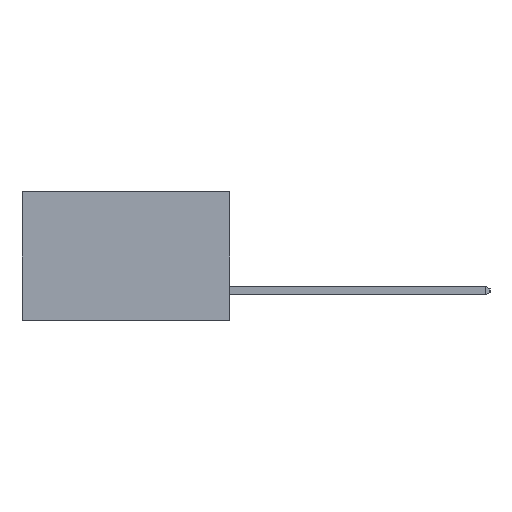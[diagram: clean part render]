
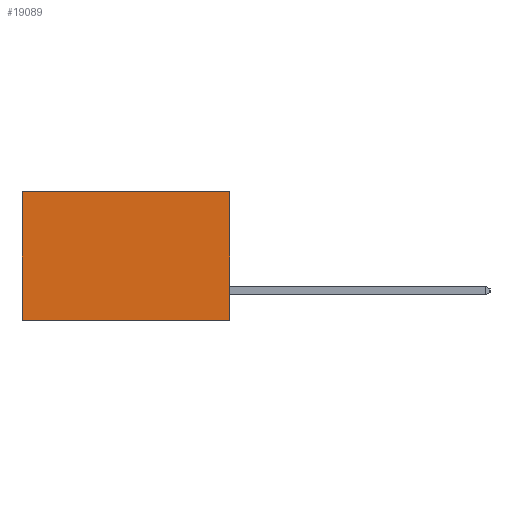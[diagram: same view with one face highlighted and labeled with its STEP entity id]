
A CAD part, left-side view. The second image highlights one B-rep face of the part: STEP entity #19089.
In plain terms, the highlighted planar face has unit normal (-1, 0, 0).
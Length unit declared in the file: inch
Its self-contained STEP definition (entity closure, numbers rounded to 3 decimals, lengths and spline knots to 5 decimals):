
#134 = ORIENTED_EDGE ( 'NONE', *, *, #20434, .F. ) ;
#1236 = CARTESIAN_POINT ( 'NONE',  ( 0.2615, 0.6, -0.37 ) ) ;
#1291 = VECTOR ( 'NONE', #13709, 39.37008 ) ;
#1316 = VECTOR ( 'NONE', #12538, 39.37008 ) ;
#1498 = DIRECTION ( 'NONE',  ( 0., 0., -1. ) ) ;
#2479 = LINE ( 'NONE', #1236, #22449 ) ;
#3851 = EDGE_CURVE ( 'NONE', #11062, #5649, #2479, .T. ) ;
#3921 = CARTESIAN_POINT ( 'NONE',  ( 0.2615, 0., -0.37 ) ) ;
#3984 = VECTOR ( 'NONE', #22511, 39.37008 ) ;
#4849 = EDGE_CURVE ( 'NONE', #8252, #17636, #19478, .T. ) ;
#5649 = VERTEX_POINT ( 'NONE', #14610 ) ;
#5896 = LINE ( 'NONE', #13718, #1291 ) ;
#6133 = ORIENTED_EDGE ( 'NONE', *, *, #4849, .F. ) ;
#6229 = DIRECTION ( 'NONE',  ( 0., 0., -1. ) ) ;
#8252 = VERTEX_POINT ( 'NONE', #16975 ) ;
#9030 = EDGE_LOOP ( 'NONE', ( #19209, #134, #6133, #14954 ) ) ;
#10371 = FACE_OUTER_BOUND ( 'NONE', #9030, .T. ) ;
#10586 = CARTESIAN_POINT ( 'NONE',  ( 0.2615, 0., -0.37 ) ) ;
#11062 = VERTEX_POINT ( 'NONE', #19450 ) ;
#11825 = LINE ( 'NONE', #10586, #1316 ) ;
#12538 = DIRECTION ( 'NONE',  ( 0., 1., 0. ) ) ;
#13709 = DIRECTION ( 'NONE',  ( 0., 1., 0. ) ) ;
#13718 = CARTESIAN_POINT ( 'NONE',  ( 0.2615, 0., 0. ) ) ;
#14045 = PLANE ( 'NONE',  #20219 ) ;
#14610 = CARTESIAN_POINT ( 'NONE',  ( 0.2615, 0.6, -0.37 ) ) ;
#14954 = ORIENTED_EDGE ( 'NONE', *, *, #16073, .T. ) ;
#15996 = CARTESIAN_POINT ( 'NONE',  ( 0.2615, 0., -0.37 ) ) ;
#16073 = EDGE_CURVE ( 'NONE', #8252, #11062, #5896, .T. ) ;
#16975 = CARTESIAN_POINT ( 'NONE',  ( 0.2615, 0., 0. ) ) ;
#17636 = VERTEX_POINT ( 'NONE', #3921 ) ;
#17918 = DIRECTION ( 'NONE',  ( 1., 0., 0. ) ) ;
#19089 = ADVANCED_FACE ( 'NONE', ( #10371 ), #14045, .F. ) ;
#19209 = ORIENTED_EDGE ( 'NONE', *, *, #3851, .T. ) ;
#19450 = CARTESIAN_POINT ( 'NONE',  ( 0.2615, 0.6, 0. ) ) ;
#19478 = LINE ( 'NONE', #22585, #3984 ) ;
#20219 = AXIS2_PLACEMENT_3D ( 'NONE', #15996, #17918, #6229 ) ;
#20434 = EDGE_CURVE ( 'NONE', #17636, #5649, #11825, .T. ) ;
#22449 = VECTOR ( 'NONE', #1498, 39.37008 ) ;
#22511 = DIRECTION ( 'NONE',  ( 0., 0., -1. ) ) ;
#22585 = CARTESIAN_POINT ( 'NONE',  ( 0.2615, 0., -0.37 ) ) ;
